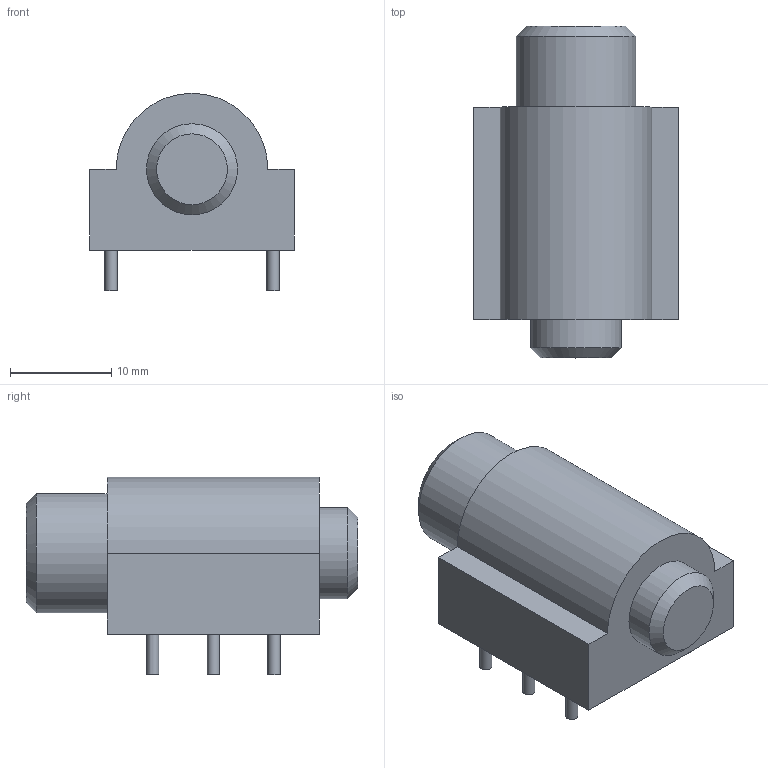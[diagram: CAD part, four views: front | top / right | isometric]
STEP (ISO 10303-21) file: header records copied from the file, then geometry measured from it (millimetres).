
FILE_DESCRIPTION(('FreeCAD Model'),'2;1');
FILE_NAME('Fusion.step','2020-06-18T15:59:09',('kicad StepUp'),('ksu MCAD'), 'Open CASCADE STEP processor 7.4','FreeCAD','Unknown');
FILE_SCHEMA(('AUTOMOTIVE_DESIGN { 1 0 10303 214 1 1 1 1 }'));
Length unit declared in the file: millimetre
Products named in the file (1): Fusion
Bounding box: 20.2 x 32.8 x 19.5 mm (x, y, z)
Volume: 5348.9 mm3; surface area: 2956.1 mm2
Topology: 1 solids, 1 shells, 28 faces, 49 edges, 32 vertices
Faces by surface type: plane 16, cylinder 10, cone 2
Full cylindrical faces by diameter (mm): 1.2 x6, 6.35 x1, 9 x1, 11.8 x1
Entity records: 1359 total; most frequent: CARTESIAN_POINT 250, DIRECTION 220, LINE 105, VECTOR 105, ORIENTED_EDGE 98, PCURVE 98, DEFINITIONAL_REPRESENTATION 98, AXIS2_PLACEMENT_3D 51
